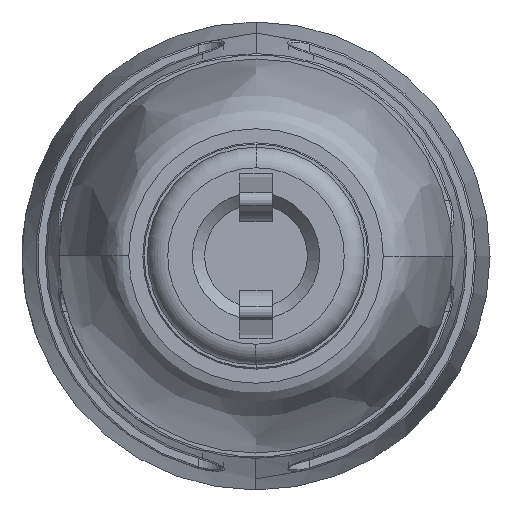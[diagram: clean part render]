
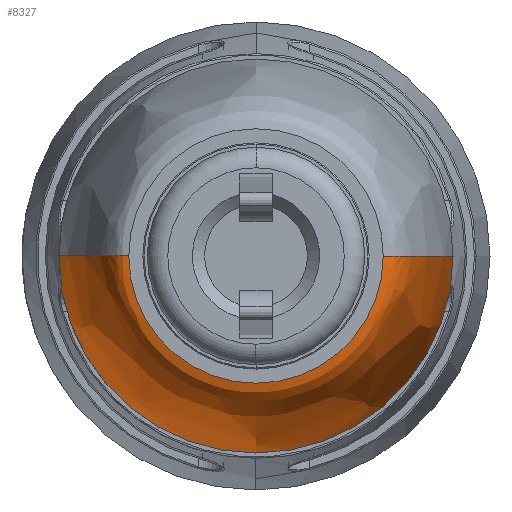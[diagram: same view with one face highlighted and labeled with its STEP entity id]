
A CAD part, left-side view. The second image highlights one B-rep face of the part: STEP entity #8327.
In plain terms, the highlighted free-form (B-spline) face has degree [3, 3] with [6, 4] control points.
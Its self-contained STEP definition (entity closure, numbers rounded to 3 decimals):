
#9 = ORIENTED_EDGE ( 'NONE', *, *, #2843, .T. ) ;
#581 = ORIENTED_EDGE ( 'NONE', *, *, #26962, .T. ) ;
#894 = CARTESIAN_POINT ( 'NONE',  ( 3.822, 0., 0. ) ) ;
#925 = VERTEX_POINT ( 'NONE', #1519 ) ;
#1130 = CARTESIAN_POINT ( 'NONE',  ( 3.398, 4.8, 0. ) ) ;
#1509 = ORIENTED_EDGE ( 'NONE', *, *, #10935, .F. ) ;
#1519 = CARTESIAN_POINT ( 'NONE',  ( 3.822, -4.8, 0. ) ) ;
#2074 = VERTEX_POINT ( 'NONE', #14277 ) ;
#2843 = EDGE_CURVE ( 'NONE', #2074, #13150, #18976, .T. ) ;
#4412 = CARTESIAN_POINT ( 'NONE',  ( -3.247, -4.294, 0. ) ) ;
#5953 = CARTESIAN_POINT ( 'NONE',  ( -5.178, -3.1, 0. ) ) ;
#6510 = CARTESIAN_POINT ( 'NONE',  ( 3.822, -4.8, -9.6 ) ) ;
#6710 = EDGE_CURVE ( 'NONE', #13150, #925, #14765, .T. ) ;
#6788 = CARTESIAN_POINT ( 'NONE',  ( -5.178, -3.1, 0. ) ) ;
#7579 = CARTESIAN_POINT ( 'NONE',  ( -5.178, -3.71, 0. ) ) ;
#7839 =( BOUNDED_SURFACE ( )  B_SPLINE_SURFACE ( 3, 3, ( 
 ( #18276, #8863, #6510, #25032 ),
 ( #1130, #20351, #15598, #8382 ),
 ( #21161, #25979, #14637, #10404 ),
 ( #22513, #9785, #7881, #24243 ),
 ( #19548, #29103, #17464, #7579 ),
 ( #17156, #26731, #14800, #24395 ) ),
 .UNSPECIFIED., .F., .F., .T. ) 
 B_SPLINE_SURFACE_WITH_KNOTS ( ( 4, 1, 1, 4 ),
 ( 4, 4 ),
 ( 0., 0.429, 0.529, 1. ),
 ( 0., 1. ),
 .UNSPECIFIED. ) 
 GEOMETRIC_REPRESENTATION_ITEM ( )  RATIONAL_B_SPLINE_SURFACE ( (
 ( 1., 0.333, 0.333, 1.),
 ( 1., 0.333, 0.333, 1.),
 ( 1., 0.333, 0.333, 1.),
 ( 1., 0.333, 0.333, 1.),
 ( 1., 0.333, 0.333, 1.),
 ( 1., 0.333, 0.333, 1.) ) ) 
 REPRESENTATION_ITEM ( '' )  SURFACE ( )  );
#7881 = CARTESIAN_POINT ( 'NONE',  ( -3.247, -4.294, -8.588 ) ) ;
#8327 = ADVANCED_FACE ( 'NONE', ( #30353 ), #7839, .F. ) ;
#8382 = CARTESIAN_POINT ( 'NONE',  ( 3.398, -4.8, 0. ) ) ;
#8553 = DIRECTION ( 'NONE',  ( -1., 0., 0. ) ) ;
#8863 = CARTESIAN_POINT ( 'NONE',  ( 3.822, 4.8, -9.6 ) ) ;
#8954 = CIRCLE ( 'NONE', #17446, 3.1 ) ;
#9067 = ORIENTED_EDGE ( 'NONE', *, *, #6710, .T. ) ;
#9145 = CARTESIAN_POINT ( 'NONE',  ( 3.398, -4.8, 0. ) ) ;
#9785 = CARTESIAN_POINT ( 'NONE',  ( -3.247, 4.294, -8.588 ) ) ;
#10404 = CARTESIAN_POINT ( 'NONE',  ( 0.153, -4.759, 0. ) ) ;
#10523 = DIRECTION ( 'NONE',  ( -1., 0., 0. ) ) ;
#10935 = EDGE_CURVE ( 'NONE', #21353, #20235, #8954, .T. ) ;
#11004 = CARTESIAN_POINT ( 'NONE',  ( -5.178, 3.71, 0. ) ) ;
#12301 = AXIS2_PLACEMENT_3D ( 'NONE', #894, #10523, #25121 ) ;
#12571 = B_SPLINE_CURVE_WITH_KNOTS ( 'NONE', 3,
 ( #30644, #9145, #18730, #4412, #28291, #6788 ),
 .UNSPECIFIED., .F., .F.,
 ( 4, 1, 1, 4 ),
 ( 0., 0.429, 0.529, 1. ),
 .UNSPECIFIED. ) ;
#13002 = EDGE_LOOP ( 'NONE', ( #9067, #581, #1509, #20675, #9 ) ) ;
#13150 = VERTEX_POINT ( 'NONE', #24475 ) ;
#14277 = CARTESIAN_POINT ( 'NONE',  ( 3.822, 4.8, 0. ) ) ;
#14637 = CARTESIAN_POINT ( 'NONE',  ( 0.153, -4.759, -9.518 ) ) ;
#14765 = CIRCLE ( 'NONE', #12301, 4.8 ) ;
#14800 = CARTESIAN_POINT ( 'NONE',  ( -5.178, -3.1, -6.2 ) ) ;
#15598 = CARTESIAN_POINT ( 'NONE',  ( 3.398, -4.8, -9.6 ) ) ;
#16019 = CARTESIAN_POINT ( 'NONE',  ( 3.822, 4.8, 0. ) ) ;
#16214 = CARTESIAN_POINT ( 'NONE',  ( -5.178, 3.1, 0. ) ) ;
#17156 = CARTESIAN_POINT ( 'NONE',  ( -5.178, 3.1, 0. ) ) ;
#17446 = AXIS2_PLACEMENT_3D ( 'NONE', #17978, #8553, #25516 ) ;
#17464 = CARTESIAN_POINT ( 'NONE',  ( -5.178, -3.71, -7.421 ) ) ;
#17978 = CARTESIAN_POINT ( 'NONE',  ( -5.178, 0., 0. ) ) ;
#18276 = CARTESIAN_POINT ( 'NONE',  ( 3.822, 4.8, 0. ) ) ;
#18730 = CARTESIAN_POINT ( 'NONE',  ( 0.153, -4.759, 0. ) ) ;
#18976 = CIRCLE ( 'NONE', #23010, 4.8 ) ;
#19548 = CARTESIAN_POINT ( 'NONE',  ( -5.178, 3.71, 0. ) ) ;
#20235 = VERTEX_POINT ( 'NONE', #5953 ) ;
#20351 = CARTESIAN_POINT ( 'NONE',  ( 3.398, 4.8, -9.6 ) ) ;
#20455 = CARTESIAN_POINT ( 'NONE',  ( 3.398, 4.8, 0. ) ) ;
#20675 = ORIENTED_EDGE ( 'NONE', *, *, #22935, .F. ) ;
#20945 = DIRECTION ( 'NONE',  ( 0., 0., 1. ) ) ;
#21161 = CARTESIAN_POINT ( 'NONE',  ( 0.153, 4.759, 0. ) ) ;
#21353 = VERTEX_POINT ( 'NONE', #16214 ) ;
#22513 = CARTESIAN_POINT ( 'NONE',  ( -3.247, 4.294, 0. ) ) ;
#22810 = CARTESIAN_POINT ( 'NONE',  ( -5.178, 3.1, 0. ) ) ;
#22935 = EDGE_CURVE ( 'NONE', #2074, #21353, #29631, .T. ) ;
#22979 = CARTESIAN_POINT ( 'NONE',  ( 0.153, 4.759, 0. ) ) ;
#23010 = AXIS2_PLACEMENT_3D ( 'NONE', #30308, #23465, #20945 ) ;
#23465 = DIRECTION ( 'NONE',  ( -1., 0., 0. ) ) ;
#24243 = CARTESIAN_POINT ( 'NONE',  ( -3.247, -4.294, 0. ) ) ;
#24395 = CARTESIAN_POINT ( 'NONE',  ( -5.178, -3.1, 0. ) ) ;
#24475 = CARTESIAN_POINT ( 'NONE',  ( 3.822, 0., -4.8 ) ) ;
#25032 = CARTESIAN_POINT ( 'NONE',  ( 3.822, -4.8, 0. ) ) ;
#25121 = DIRECTION ( 'NONE',  ( 0., 0., 1. ) ) ;
#25516 = DIRECTION ( 'NONE',  ( 0., 0., 1. ) ) ;
#25979 = CARTESIAN_POINT ( 'NONE',  ( 0.153, 4.759, -9.518 ) ) ;
#26731 = CARTESIAN_POINT ( 'NONE',  ( -5.178, 3.1, -6.2 ) ) ;
#26962 = EDGE_CURVE ( 'NONE', #925, #20235, #12571, .T. ) ;
#28291 = CARTESIAN_POINT ( 'NONE',  ( -5.178, -3.71, 0. ) ) ;
#29103 = CARTESIAN_POINT ( 'NONE',  ( -5.178, 3.71, -7.421 ) ) ;
#29631 = B_SPLINE_CURVE_WITH_KNOTS ( 'NONE', 3,
 ( #16019, #20455, #22979, #29995, #11004, #22810 ),
 .UNSPECIFIED., .F., .F.,
 ( 4, 1, 1, 4 ),
 ( 0., 0.429, 0.529, 1. ),
 .UNSPECIFIED. ) ;
#29995 = CARTESIAN_POINT ( 'NONE',  ( -3.247, 4.294, 0. ) ) ;
#30308 = CARTESIAN_POINT ( 'NONE',  ( 3.822, 0., 0. ) ) ;
#30353 = FACE_OUTER_BOUND ( 'NONE', #13002, .T. ) ;
#30644 = CARTESIAN_POINT ( 'NONE',  ( 3.822, -4.8, 0. ) ) ;
